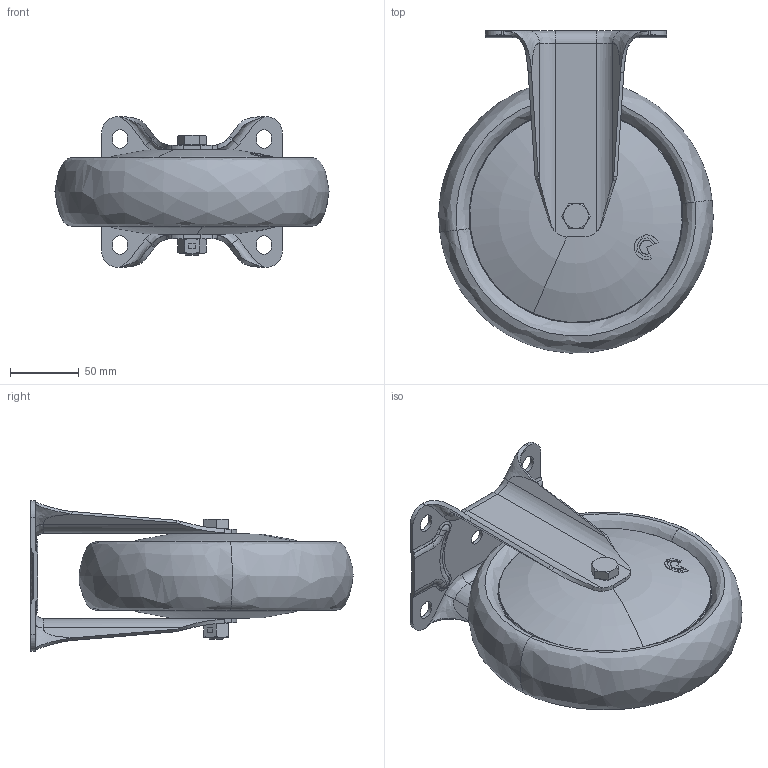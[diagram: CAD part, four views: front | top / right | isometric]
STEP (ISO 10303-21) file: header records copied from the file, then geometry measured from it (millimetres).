
FILE_DESCRIPTION (( 'STEP AP214' ), '1' );
FILE_NAME ('0055742.step', '2023-10-02T08:15:09', ( '' ), ( '' ), 'SwSTEP 2.0', 'SolidWorks 2020', '' );
FILE_SCHEMA (( 'AUTOMOTIVE_DESIGN' ));
Length unit declared in the file: millimetre
Products named in the file (1): 0055742
Bounding box: 199.99 x 234.88 x 110 mm (x, y, z)
Volume: 967969.2 mm3; surface area: 346209.3 mm2
Topology: 20 solids, 20 shells, 568 faces, 1244 edges, 726 vertices
Faces by surface type: torus 144, bspline 132, plane 128, cylinder 100, cone 64
Entity records: 33428 total; most frequent: CARTESIAN_POINT 15152, ORIENTED_EDGE 2488, DIRECTION 2416, EDGE_CURVE 1244, AXIS2_PLACEMENT_3D 1012, VERTEX_POINT 726, EDGE_LOOP 612, UNCERTAINTY_MEASURE_WITH_UNIT 590
